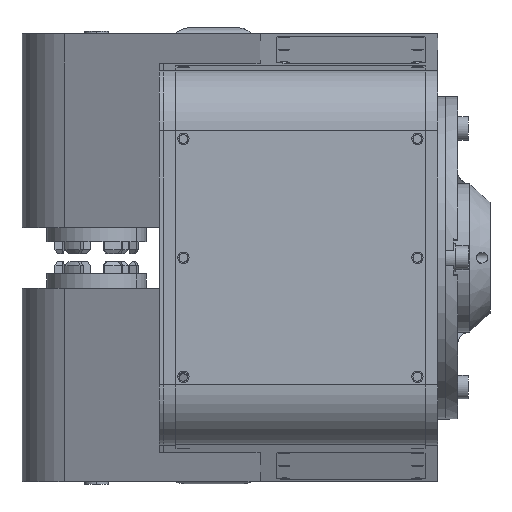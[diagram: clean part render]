
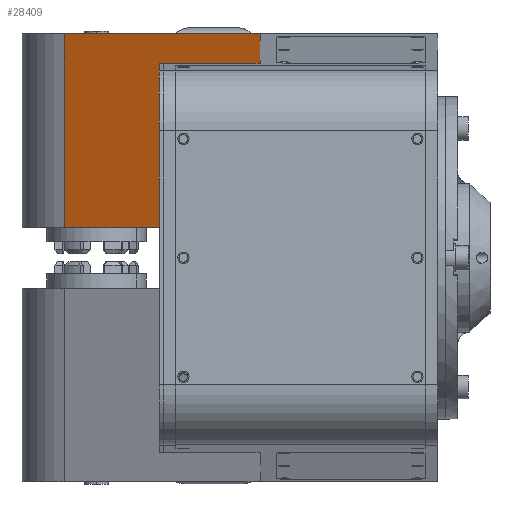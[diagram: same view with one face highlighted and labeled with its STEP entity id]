
A CAD part, left-side view. The second image highlights one B-rep face of the part: STEP entity #28409.
In plain terms, the highlighted planar face has unit normal (-0.9, 0.435, 0).
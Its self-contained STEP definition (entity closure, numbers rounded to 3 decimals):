
#1578 = CARTESIAN_POINT ( 'NONE',  ( 41.483, 48., 13.5 ) ) ;
#1891 = VECTOR ( 'NONE', #18884, 1000. ) ;
#3884 = CARTESIAN_POINT ( 'NONE',  ( 64.949, 96.551, 7.5 ) ) ;
#4773 = DIRECTION ( 'NONE',  ( -0.435, -0.9, 0. ) ) ;
#5156 = ORIENTED_EDGE ( 'NONE', *, *, #45149, .F. ) ;
#5916 = ORIENTED_EDGE ( 'NONE', *, *, #20056, .F. ) ;
#6835 = CARTESIAN_POINT ( 'NONE',  ( 64.949, 96.551, 55.5 ) ) ;
#9030 = PLANE ( 'NONE',  #29158 ) ;
#10539 = VERTEX_POINT ( 'NONE', #32926 ) ;
#12898 = ORIENTED_EDGE ( 'NONE', *, *, #31282, .T. ) ;
#13590 = DIRECTION ( 'NONE',  ( -0.9, 0.435, 0. ) ) ;
#16561 = CARTESIAN_POINT ( 'NONE',  ( 70., 107., 13.5 ) ) ;
#16586 = CARTESIAN_POINT ( 'NONE',  ( 64.949, 96.551, 55.5 ) ) ;
#18637 = CARTESIAN_POINT ( 'NONE',  ( 64.949, 96.551, 13.5 ) ) ;
#18884 = DIRECTION ( 'NONE',  ( 0., 0., -1. ) ) ;
#20056 = EDGE_CURVE ( 'NONE', #10539, #42136, #28786, .T. ) ;
#20888 = LINE ( 'NONE', #16586, #49170 ) ;
#22758 = LINE ( 'NONE', #1578, #41597 ) ;
#23147 = EDGE_CURVE ( 'NONE', #10539, #48132, #22758, .T. ) ;
#23585 = VERTEX_POINT ( 'NONE', #6835 ) ;
#24562 = CARTESIAN_POINT ( 'NONE',  ( 41.483, 48., 55.5 ) ) ;
#27661 = VECTOR ( 'NONE', #48401, 1000. ) ;
#28409 = ADVANCED_FACE ( 'NONE', ( #33464 ), #9030, .T. ) ;
#28786 = LINE ( 'NONE', #45176, #27661 ) ;
#29158 = AXIS2_PLACEMENT_3D ( 'NONE', #16561, #13590, #37242 ) ;
#30548 = EDGE_LOOP ( 'NONE', ( #5916, #36984, #5156, #12898 ) ) ;
#30992 = LINE ( 'NONE', #18637, #1891 ) ;
#31282 = EDGE_CURVE ( 'NONE', #23585, #42136, #30992, .T. ) ;
#32926 = CARTESIAN_POINT ( 'NONE',  ( 41.483, 48., 7.5 ) ) ;
#33464 = FACE_OUTER_BOUND ( 'NONE', #30548, .T. ) ;
#36984 = ORIENTED_EDGE ( 'NONE', *, *, #23147, .T. ) ;
#37242 = DIRECTION ( 'NONE',  ( -0.435, -0.9, 0. ) ) ;
#41597 = VECTOR ( 'NONE', #46141, 1000. ) ;
#42136 = VERTEX_POINT ( 'NONE', #3884 ) ;
#45149 = EDGE_CURVE ( 'NONE', #23585, #48132, #20888, .T. ) ;
#45176 = CARTESIAN_POINT ( 'NONE',  ( 70., 107., 7.5 ) ) ;
#46141 = DIRECTION ( 'NONE',  ( 0., 0., 1. ) ) ;
#48132 = VERTEX_POINT ( 'NONE', #24562 ) ;
#48401 = DIRECTION ( 'NONE',  ( 0.435, 0.9, 0. ) ) ;
#49170 = VECTOR ( 'NONE', #4773, 1000. ) ;
